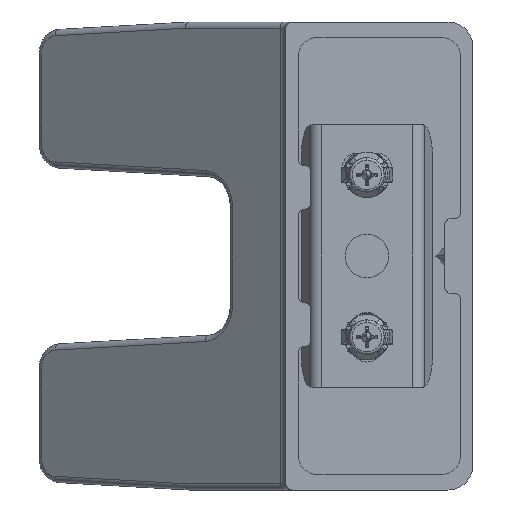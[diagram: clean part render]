
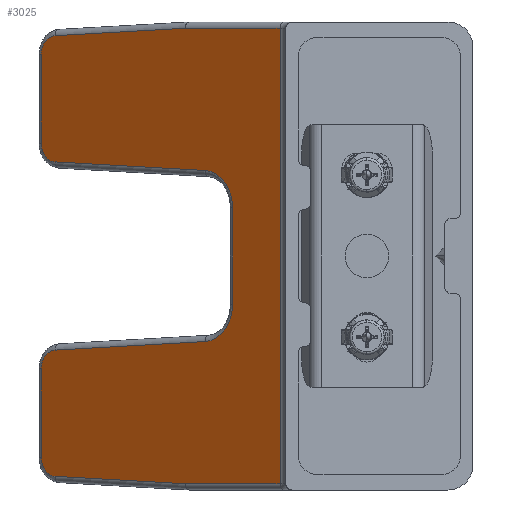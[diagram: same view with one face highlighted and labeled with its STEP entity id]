
A CAD part, left-side view. The second image highlights one B-rep face of the part: STEP entity #3025.
In plain terms, the highlighted planar face has unit normal (-0.766, 0.643, 0).
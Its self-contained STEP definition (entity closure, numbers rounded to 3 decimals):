
#962=DIRECTION('',(0.642,0.765,-0.044));
#963=VECTOR('',#962,27.26);
#964=CARTESIAN_POINT('',(5.101,16.117,36.5));
#965=LINE('',#964,#963);
#966=DIRECTION('',(-0.643,-0.766,0.));
#967=VECTOR('',#966,19.842);
#968=CARTESIAN_POINT('',(5.101,16.117,36.5));
#969=LINE('',#968,#967);
#970=DIRECTION('',(0.643,0.766,0.));
#971=VECTOR('',#970,19.842);
#972=CARTESIAN_POINT('',(-7.653,0.917,-36.5));
#973=LINE('',#972,#971);
#974=DIRECTION('',(-0.642,-0.765,-0.044));
#975=VECTOR('',#974,27.26);
#976=CARTESIAN_POINT('',(22.607,36.979,-35.311));
#977=LINE('',#976,#975);
#978=CARTESIAN_POINT('',(24.454,39.18,-32.313));
#979=CARTESIAN_POINT('',(24.454,39.18,-32.545));
#980=CARTESIAN_POINT('',(24.42,39.14,-32.993));
#981=CARTESIAN_POINT('',(24.278,38.97,-33.622));
#982=CARTESIAN_POINT('',(24.05,38.7,-34.19));
#983=CARTESIAN_POINT('',(23.739,38.329,-34.673));
#984=CARTESIAN_POINT('',(23.405,37.931,-35.004));
#985=CARTESIAN_POINT('',(23.045,37.501,-35.225));
#986=CARTESIAN_POINT('',(22.759,37.161,-35.301));
#987=CARTESIAN_POINT('',(22.607,36.979,-35.311));
#989=DIRECTION('',(0.,0.,-1.));
#990=VECTOR('',#989,14.237);
#991=CARTESIAN_POINT('',(24.454,39.18,-18.077));
#992=LINE('',#991,#990);
#993=CARTESIAN_POINT('',(22.607,36.979,-15.079));
#994=CARTESIAN_POINT('',(22.754,37.155,-15.089));
#995=CARTESIAN_POINT('',(23.037,37.492,-15.16));
#996=CARTESIAN_POINT('',(23.431,37.962,-15.402));
#997=CARTESIAN_POINT('',(23.785,38.383,-15.773));
#998=CARTESIAN_POINT('',(24.079,38.734,-16.262));
#999=CARTESIAN_POINT('',(24.283,38.977,-16.793));
#1000=CARTESIAN_POINT('',(24.418,39.137,-17.387));
#1001=CARTESIAN_POINT('',(24.454,39.18,-17.838));
#1002=CARTESIAN_POINT('',(24.454,39.18,-18.077));
#1004=DIRECTION('',(0.642,0.765,-0.044));
#1005=VECTOR('',#1004,31.436);
#1006=CARTESIAN_POINT('',(2.419,12.92,-13.708));
#1007=LINE('',#1006,#1005);
#1008=CARTESIAN_POINT('',(2.587,13.121,-7.714));
#1009=DIRECTION('',(0.766,-0.643,0.));
#1010=DIRECTION('',(-0.643,-0.766,0.));
#1011=AXIS2_PLACEMENT_3D('',#1008,#1009,#1010);
#1013=DIRECTION('',(0.,0.,-1.));
#1014=VECTOR('',#1013,15.427);
#1015=CARTESIAN_POINT('',(-1.269,8.525,7.714));
#1016=LINE('',#1015,#1014);
#1017=CARTESIAN_POINT('',(2.587,13.121,7.714));
#1018=DIRECTION('',(0.766,-0.643,0.));
#1019=DIRECTION('',(-0.028,-0.033,0.999));
#1020=AXIS2_PLACEMENT_3D('',#1017,#1018,#1019);
#1022=DIRECTION('',(-0.642,-0.765,-0.044));
#1023=VECTOR('',#1022,31.436);
#1024=CARTESIAN_POINT('',(22.607,36.979,15.079));
#1025=LINE('',#1024,#1023);
#1026=CARTESIAN_POINT('',(24.454,39.18,18.077));
#1027=CARTESIAN_POINT('',(24.454,39.18,17.845));
#1028=CARTESIAN_POINT('',(24.42,39.14,17.397));
#1029=CARTESIAN_POINT('',(24.278,38.97,16.768));
#1030=CARTESIAN_POINT('',(24.05,38.7,16.2));
#1031=CARTESIAN_POINT('',(23.739,38.329,15.717));
#1032=CARTESIAN_POINT('',(23.405,37.931,15.386));
#1033=CARTESIAN_POINT('',(23.045,37.501,15.165));
#1034=CARTESIAN_POINT('',(22.759,37.161,15.089));
#1035=CARTESIAN_POINT('',(22.607,36.979,15.079));
#1037=DIRECTION('',(0.,0.,-1.));
#1038=VECTOR('',#1037,14.237);
#1039=CARTESIAN_POINT('',(24.454,39.18,32.313));
#1040=LINE('',#1039,#1038);
#1041=CARTESIAN_POINT('',(22.607,36.979,35.311));
#1042=CARTESIAN_POINT('',(22.754,37.155,35.301));
#1043=CARTESIAN_POINT('',(23.037,37.492,35.23));
#1044=CARTESIAN_POINT('',(23.431,37.962,34.988));
#1045=CARTESIAN_POINT('',(23.785,38.383,34.617));
#1046=CARTESIAN_POINT('',(24.079,38.734,34.128));
#1047=CARTESIAN_POINT('',(24.283,38.977,33.597));
#1048=CARTESIAN_POINT('',(24.418,39.137,33.003));
#1049=CARTESIAN_POINT('',(24.454,39.18,32.552));
#1050=CARTESIAN_POINT('',(24.454,39.18,32.313));
#1072=DIRECTION('',(0.,0.,1.));
#1073=VECTOR('',#1072,73.);
#1074=CARTESIAN_POINT('',(-7.653,0.917,-36.5));
#1075=LINE('',#1074,#1073);
#1415=CARTESIAN_POINT('',(-7.653,0.917,-36.5));
#1416=VERTEX_POINT('',#1415);
#1419=CARTESIAN_POINT('',(-7.653,0.917,36.5));
#1420=VERTEX_POINT('',#1419);
#1456=CARTESIAN_POINT('',(5.101,16.117,36.5));
#1458=VERTEX_POINT('',#1456);
#1459=CARTESIAN_POINT('',(22.607,36.979,35.311));
#1460=VERTEX_POINT('',#1459);
#1465=VERTEX_POINT('',#1050);
#1467=CARTESIAN_POINT('',(24.454,39.18,18.077));
#1468=VERTEX_POINT('',#1467);
#1471=VERTEX_POINT('',#1035);
#1473=CARTESIAN_POINT('',(2.419,12.92,13.708));
#1474=VERTEX_POINT('',#1473);
#1477=CARTESIAN_POINT('',(-1.269,8.525,7.714));
#1478=VERTEX_POINT('',#1477);
#1481=CARTESIAN_POINT('',(-1.269,8.525,
-7.714));
#1482=VERTEX_POINT('',#1481);
#1485=CARTESIAN_POINT('',(2.419,12.92,-13.708));
#1486=VERTEX_POINT('',#1485);
#1489=CARTESIAN_POINT('',(22.607,36.979,-15.079));
#1490=VERTEX_POINT('',#1489);
#1493=VERTEX_POINT('',#1002);
#1495=CARTESIAN_POINT('',(24.454,39.18,-32.313));
#1496=VERTEX_POINT('',#1495);
#1499=VERTEX_POINT('',#987);
#1501=CARTESIAN_POINT('',(5.101,16.117,-36.5));
#1502=VERTEX_POINT('',#1501);
#2988=CARTESIAN_POINT('',(25.064,39.907,-37.5));
#2989=DIRECTION('',(-0.766,0.643,0.));
#2990=DIRECTION('',(-0.643,-0.766,0.));
#2991=AXIS2_PLACEMENT_3D('',#2988,#2989,#2990);
#2992=PLANE('',#2991);
#2993=ORIENTED_EDGE('',*,*,#2978,.F.);
#2995=ORIENTED_EDGE('',*,*,#2994,.T.);
#2997=ORIENTED_EDGE('',*,*,#2996,.F.);
#2998=ORIENTED_EDGE('',*,*,#2459,.T.);
#3000=ORIENTED_EDGE('',*,*,#2999,.F.);
#3002=ORIENTED_EDGE('',*,*,#3001,.F.);
#3004=ORIENTED_EDGE('',*,*,#3003,.F.);
#3006=ORIENTED_EDGE('',*,*,#3005,.F.);
#3008=ORIENTED_EDGE('',*,*,#3007,.F.);
#3010=ORIENTED_EDGE('',*,*,#3009,.F.);
#3012=ORIENTED_EDGE('',*,*,#3011,.F.);
#3014=ORIENTED_EDGE('',*,*,#3013,.F.);
#3016=ORIENTED_EDGE('',*,*,#3015,.F.);
#3018=ORIENTED_EDGE('',*,*,#3017,.F.);
#3020=ORIENTED_EDGE('',*,*,#3019,.F.);
#3022=ORIENTED_EDGE('',*,*,#3021,.F.);
#3023=EDGE_LOOP('',(#2993,#2995,#2997,#2998,#3000,#3002,#3004,#3006,#3008,#3010,
#3012,#3014,#3016,#3018,#3020,#3022));
#3024=FACE_OUTER_BOUND('',#3023,.F.);
#3025=ADVANCED_FACE('',(#3024),#2992,.T.);
#988=B_SPLINE_CURVE_WITH_KNOTS('',3,(#978,#979,#980,#981,#982,#983,#984,#985,
#986,#987),.UNSPECIFIED.,.F.,.F.,(4,1,1,1,1,1,1,4),(0.,0.143,
0.286,0.429,0.571,0.714,
0.857,1.),.UNSPECIFIED.);
#1003=B_SPLINE_CURVE_WITH_KNOTS('',3,(#993,#994,#995,#996,#997,#998,#999,#1000,
#1001,#1002),.UNSPECIFIED.,.F.,.F.,(4,1,1,1,1,1,1,4),(0.,0.143,
0.286,0.429,0.571,0.714,
0.857,1.),.UNSPECIFIED.);
#1012=CIRCLE('',#1011,6.);
#1021=CIRCLE('',#1020,6.);
#1036=B_SPLINE_CURVE_WITH_KNOTS('',3,(#1026,#1027,#1028,#1029,#1030,#1031,#1032,
#1033,#1034,#1035),.UNSPECIFIED.,.F.,.F.,(4,1,1,1,1,1,1,4),(0.,
0.143,0.286,0.429,0.571,
0.714,0.857,1.),.UNSPECIFIED.);
#1051=B_SPLINE_CURVE_WITH_KNOTS('',3,(#1041,#1042,#1043,#1044,#1045,#1046,#1047,
#1048,#1049,#1050),.UNSPECIFIED.,.F.,.F.,(4,1,1,1,1,1,1,4),(0.,
0.143,0.286,0.429,0.571,
0.714,0.857,1.),.UNSPECIFIED.);
#2459=EDGE_CURVE('',#1416,#1502,#973,.T.);
#2978=EDGE_CURVE('',#1458,#1460,#965,.T.);
#2994=EDGE_CURVE('',#1458,#1420,#969,.T.);
#2996=EDGE_CURVE('',#1416,#1420,#1075,.T.);
#2999=EDGE_CURVE('',#1499,#1502,#977,.T.);
#3001=EDGE_CURVE('',#1496,#1499,#988,.T.);
#3003=EDGE_CURVE('',#1493,#1496,#992,.T.);
#3005=EDGE_CURVE('',#1490,#1493,#1003,.T.);
#3007=EDGE_CURVE('',#1486,#1490,#1007,.T.);
#3009=EDGE_CURVE('',#1482,#1486,#1012,.T.);
#3011=EDGE_CURVE('',#1478,#1482,#1016,.T.);
#3013=EDGE_CURVE('',#1474,#1478,#1021,.T.);
#3015=EDGE_CURVE('',#1471,#1474,#1025,.T.);
#3017=EDGE_CURVE('',#1468,#1471,#1036,.T.);
#3019=EDGE_CURVE('',#1465,#1468,#1040,.T.);
#3021=EDGE_CURVE('',#1460,#1465,#1051,.T.);
